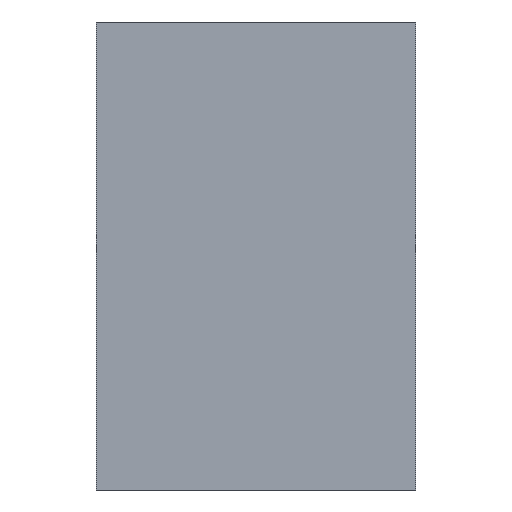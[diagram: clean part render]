
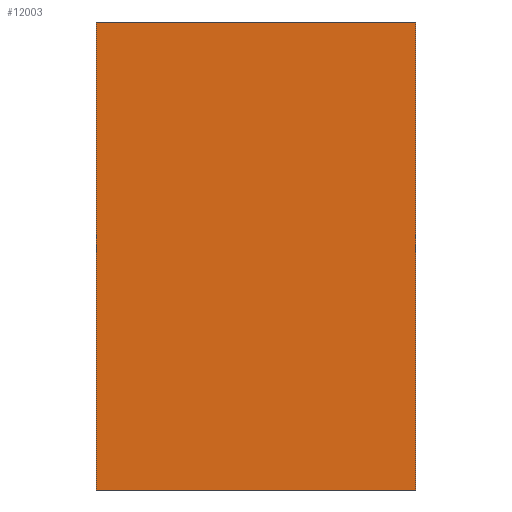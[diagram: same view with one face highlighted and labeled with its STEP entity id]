
A CAD part, front view. The second image highlights one B-rep face of the part: STEP entity #12003.
In plain terms, the highlighted planar face has unit normal (0, -1, 0).
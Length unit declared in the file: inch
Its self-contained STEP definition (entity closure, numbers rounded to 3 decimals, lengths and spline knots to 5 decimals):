
#1196 = CARTESIAN_POINT ( 'NONE',  ( -26., -3.25, -35.625 ) ) ;
#1643 = EDGE_CURVE ( 'NONE', #8065, #58556, #25709, .T. ) ;
#2748 = CARTESIAN_POINT ( 'NONE',  ( 0., -3.25, 0. ) ) ;
#8065 = VERTEX_POINT ( 'NONE', #18928 ) ;
#8769 = ORIENTED_EDGE ( 'NONE', *, *, #8914, .T. ) ;
#8914 = EDGE_CURVE ( 'NONE', #11899, #47429, #19849, .T. ) ;
#11899 = VERTEX_POINT ( 'NONE', #44664 ) ;
#12003 = ADVANCED_FACE ( 'NONE', ( #66590 ), #19513, .F. ) ;
#12016 = CARTESIAN_POINT ( 'NONE',  ( -26., -3.25, 40.625 ) ) ;
#12241 = DIRECTION ( 'NONE',  ( -1., 0., 0. ) ) ;
#13253 = EDGE_LOOP ( 'NONE', ( #8769, #22778, #65058, #25959 ) ) ;
#13319 = DIRECTION ( 'NONE',  ( 0., 0., 1. ) ) ;
#14717 = VECTOR ( 'NONE', #65133, 39.37008 ) ;
#18928 = CARTESIAN_POINT ( 'NONE',  ( -26., -3.25, 40.625 ) ) ;
#19075 = CARTESIAN_POINT ( 'NONE',  ( 26., -3.25, 40.625 ) ) ;
#19513 = PLANE ( 'NONE',  #25408 ) ;
#19849 = LINE ( 'NONE', #70620, #14717 ) ;
#20236 = EDGE_CURVE ( 'NONE', #58556, #11899, #63259, .T. ) ;
#21233 = CARTESIAN_POINT ( 'NONE',  ( -26., -3.25, -35.625 ) ) ;
#22778 = ORIENTED_EDGE ( 'NONE', *, *, #28480, .T. ) ;
#24137 = CARTESIAN_POINT ( 'NONE',  ( -26., -3.25, -35.625 ) ) ;
#25408 = AXIS2_PLACEMENT_3D ( 'NONE', #2748, #62972, #13319 ) ;
#25709 = LINE ( 'NONE', #24137, #67540 ) ;
#25959 = ORIENTED_EDGE ( 'NONE', *, *, #20236, .T. ) ;
#28480 = EDGE_CURVE ( 'NONE', #47429, #8065, #33724, .T. ) ;
#33724 = LINE ( 'NONE', #12016, #41011 ) ;
#34427 = DIRECTION ( 'NONE',  ( 0., 0., -1. ) ) ;
#39969 = DIRECTION ( 'NONE',  ( 1., 0., 0. ) ) ;
#41011 = VECTOR ( 'NONE', #12241, 39.37008 ) ;
#44664 = CARTESIAN_POINT ( 'NONE',  ( 26., -3.25, -35.625 ) ) ;
#46226 = VECTOR ( 'NONE', #39969, 39.37008 ) ;
#47429 = VERTEX_POINT ( 'NONE', #19075 ) ;
#58556 = VERTEX_POINT ( 'NONE', #21233 ) ;
#62972 = DIRECTION ( 'NONE',  ( 0., 1., 0. ) ) ;
#63259 = LINE ( 'NONE', #1196, #46226 ) ;
#65058 = ORIENTED_EDGE ( 'NONE', *, *, #1643, .T. ) ;
#65133 = DIRECTION ( 'NONE',  ( 0., 0., 1. ) ) ;
#66590 = FACE_OUTER_BOUND ( 'NONE', #13253, .T. ) ;
#67540 = VECTOR ( 'NONE', #34427, 39.37008 ) ;
#70620 = CARTESIAN_POINT ( 'NONE',  ( 26., -3.25, -35.625 ) ) ;
